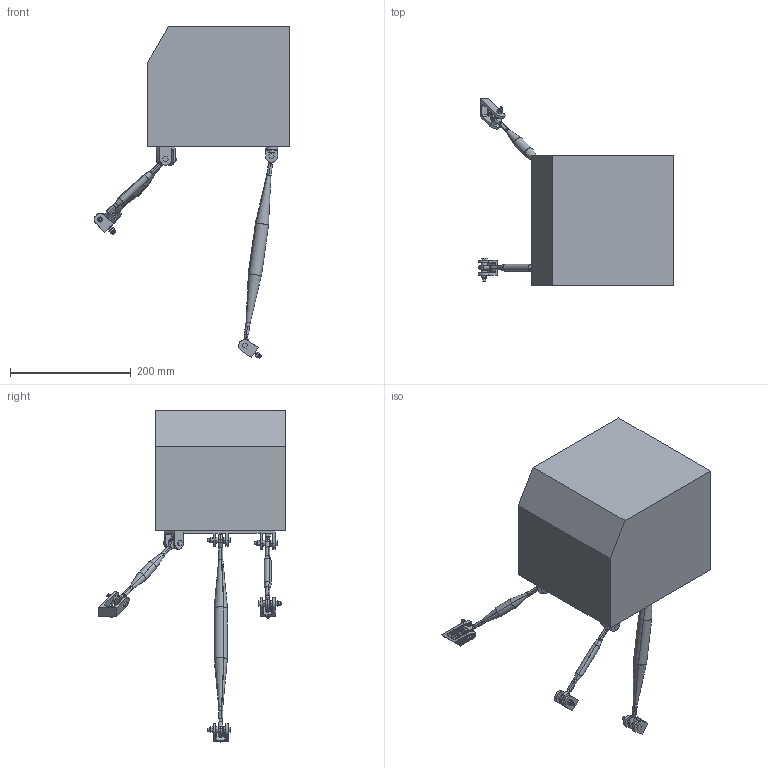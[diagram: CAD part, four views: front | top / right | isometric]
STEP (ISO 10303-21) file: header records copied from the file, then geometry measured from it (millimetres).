
FILE_DESCRIPTION(('CATIA V5 STEP Exchange'),'2;1');
FILE_NAME('montage_par_bielles.stp','2015-03-15T10:08:02+00:00',('none'),('none'),'CATIA Version 5 Release 20 GA (IN-10)','CATIA V5 STEP AP203','none');
FILE_SCHEMA(('CONFIG_CONTROL_DESIGN'));
Length unit declared in the file: millimetre
Products named in the file (2): Environnement_travail; montage
Assembly tree (45 placements, depth 3):
  Environnement_travail
    montage
      #66
      #675
      #1284
      #1893  x4
      #2661  x5
      #3661
      #4352
      #5490  x6
      #5933  x4
      #6684  x9
      #8988  x5
      #9366
      #10332
      #10665  x3
    #11338
Bounding box: 323.02 x 310.08 x 548.79 mm (x, y, z)
Volume: 9320255.4 mm3; surface area: 388643.6 mm2
Topology: 50 solids, 50 shells, 1250 faces, 3318 edges, 2148 vertices
Faces by surface type: plane 480, cylinder 435, cone 242, sphere 79, torus 14
Entity records: 11945 total; most frequent: CARTESIAN_POINT 3321, ORIENTED_EDGE 1722, DIRECTION 1544, EDGE_CURVE 861, AXIS2_PLACEMENT_3D 742, VERTEX_POINT 555, EDGE_LOOP 406, VECTOR 385
